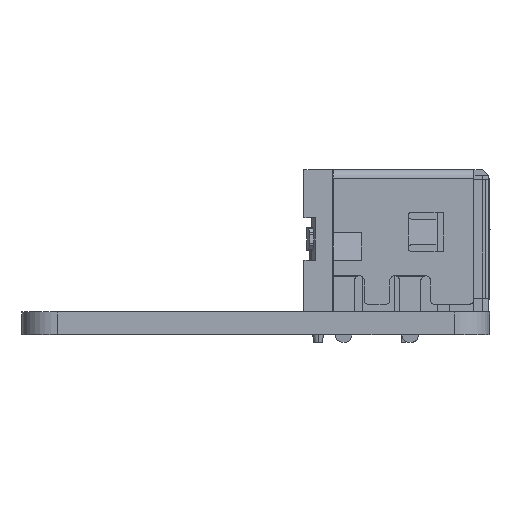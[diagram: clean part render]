
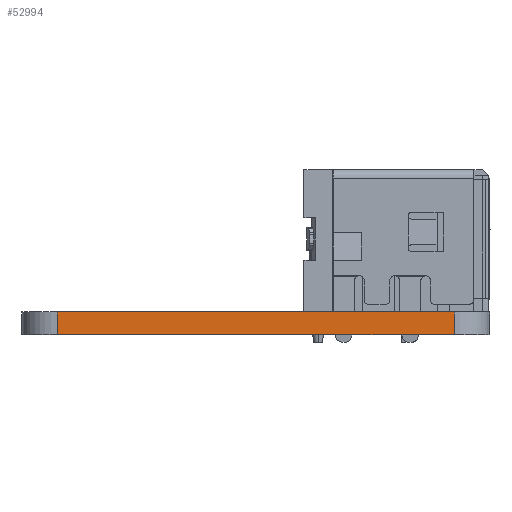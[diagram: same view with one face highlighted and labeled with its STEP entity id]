
A CAD part, left-side view. The second image highlights one B-rep face of the part: STEP entity #52994.
In plain terms, the highlighted planar face has unit normal (-1, 0, 0).
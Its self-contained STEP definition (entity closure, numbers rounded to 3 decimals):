
#44434 = PLANE('',#44435);
#44435 = AXIS2_PLACEMENT_3D('',#44436,#44437,#44438);
#44436 = CARTESIAN_POINT('',(40.,16.5,1.6));
#44437 = DIRECTION('',(0.,0.,1.));
#44438 = DIRECTION('',(1.,0.,-0.));
#44489 = PLANE('',#44490);
#44490 = AXIS2_PLACEMENT_3D('',#44491,#44492,#44493);
#44491 = CARTESIAN_POINT('',(40.,16.5,0.));
#44492 = DIRECTION('',(0.,0.,1.));
#44493 = DIRECTION('',(1.,0.,-0.));
#44598 = CYLINDRICAL_SURFACE('',#44599,2.5);
#44599 = AXIS2_PLACEMENT_3D('',#44600,#44601,#44602);
#44600 = CARTESIAN_POINT('',(2.5,30.5,0.));
#44601 = DIRECTION('',(-0.,-0.,-1.));
#44602 = DIRECTION('',(1.,0.,-0.));
#44659 = VERTEX_POINT('',#44660);
#44660 = CARTESIAN_POINT('',(0.,30.5,0.));
#44682 = EDGE_CURVE('',#44683,#44659,#44685,.T.);
#44683 = VERTEX_POINT('',#44684);
#44684 = CARTESIAN_POINT('',(0.,2.5,0.));
#44685 = SURFACE_CURVE('',#44686,(#44690,#44697),.PCURVE_S1.);
#44686 = LINE('',#44687,#44688);
#44687 = CARTESIAN_POINT('',(0.,2.5,0.));
#44688 = VECTOR('',#44689,1.);
#44689 = DIRECTION('',(0.,1.,0.));
#44690 = PCURVE('',#44489,#44691);
#44691 = DEFINITIONAL_REPRESENTATION('',(#44692),#44696);
#44692 = LINE('',#44693,#44694);
#44693 = CARTESIAN_POINT('',(-40.,-14.));
#44694 = VECTOR('',#44695,1.);
#44695 = DIRECTION('',(0.,1.));
#44696 = ( GEOMETRIC_REPRESENTATION_CONTEXT(2) 
PARAMETRIC_REPRESENTATION_CONTEXT() REPRESENTATION_CONTEXT('2D SPACE',''
  ) );
#44697 = PCURVE('',#44698,#44703);
#44698 = PLANE('',#44699);
#44699 = AXIS2_PLACEMENT_3D('',#44700,#44701,#44702);
#44700 = CARTESIAN_POINT('',(0.,2.5,0.));
#44701 = DIRECTION('',(-1.,0.,0.));
#44702 = DIRECTION('',(0.,1.,0.));
#44703 = DEFINITIONAL_REPRESENTATION('',(#44704),#44708);
#44704 = LINE('',#44705,#44706);
#44705 = CARTESIAN_POINT('',(0.,0.));
#44706 = VECTOR('',#44707,1.);
#44707 = DIRECTION('',(1.,0.));
#44708 = ( GEOMETRIC_REPRESENTATION_CONTEXT(2) 
PARAMETRIC_REPRESENTATION_CONTEXT() REPRESENTATION_CONTEXT('2D SPACE',''
  ) );
#44727 = CYLINDRICAL_SURFACE('',#44728,2.5);
#44728 = AXIS2_PLACEMENT_3D('',#44729,#44730,#44731);
#44729 = CARTESIAN_POINT('',(2.5,2.5,0.));
#44730 = DIRECTION('',(-0.,-0.,-1.));
#44731 = DIRECTION('',(1.,0.,-0.));
#49162 = VERTEX_POINT('',#49163);
#49163 = CARTESIAN_POINT('',(0.,30.5,1.6));
#49185 = EDGE_CURVE('',#49186,#49162,#49188,.T.);
#49186 = VERTEX_POINT('',#49187);
#49187 = CARTESIAN_POINT('',(0.,2.5,1.6));
#49188 = SURFACE_CURVE('',#49189,(#49193,#49200),.PCURVE_S1.);
#49189 = LINE('',#49190,#49191);
#49190 = CARTESIAN_POINT('',(0.,2.5,1.6));
#49191 = VECTOR('',#49192,1.);
#49192 = DIRECTION('',(0.,1.,0.));
#49193 = PCURVE('',#44434,#49194);
#49194 = DEFINITIONAL_REPRESENTATION('',(#49195),#49199);
#49195 = LINE('',#49196,#49197);
#49196 = CARTESIAN_POINT('',(-40.,-14.));
#49197 = VECTOR('',#49198,1.);
#49198 = DIRECTION('',(0.,1.));
#49199 = ( GEOMETRIC_REPRESENTATION_CONTEXT(2) 
PARAMETRIC_REPRESENTATION_CONTEXT() REPRESENTATION_CONTEXT('2D SPACE',''
  ) );
#49200 = PCURVE('',#44698,#49201);
#49201 = DEFINITIONAL_REPRESENTATION('',(#49202),#49206);
#49202 = LINE('',#49203,#49204);
#49203 = CARTESIAN_POINT('',(0.,-1.6));
#49204 = VECTOR('',#49205,1.);
#49205 = DIRECTION('',(1.,0.));
#49206 = ( GEOMETRIC_REPRESENTATION_CONTEXT(2) 
PARAMETRIC_REPRESENTATION_CONTEXT() REPRESENTATION_CONTEXT('2D SPACE',''
  ) );
#52946 = EDGE_CURVE('',#44659,#49162,#52947,.T.);
#52947 = SURFACE_CURVE('',#52948,(#52952,#52959),.PCURVE_S1.);
#52948 = LINE('',#52949,#52950);
#52949 = CARTESIAN_POINT('',(0.,30.5,0.));
#52950 = VECTOR('',#52951,1.);
#52951 = DIRECTION('',(0.,0.,1.));
#52952 = PCURVE('',#44598,#52953);
#52953 = DEFINITIONAL_REPRESENTATION('',(#52954),#52958);
#52954 = LINE('',#52955,#52956);
#52955 = CARTESIAN_POINT('',(-3.142,0.));
#52956 = VECTOR('',#52957,1.);
#52957 = DIRECTION('',(-0.,-1.));
#52958 = ( GEOMETRIC_REPRESENTATION_CONTEXT(2) 
PARAMETRIC_REPRESENTATION_CONTEXT() REPRESENTATION_CONTEXT('2D SPACE',''
  ) );
#52959 = PCURVE('',#44698,#52960);
#52960 = DEFINITIONAL_REPRESENTATION('',(#52961),#52965);
#52961 = LINE('',#52962,#52963);
#52962 = CARTESIAN_POINT('',(28.,0.));
#52963 = VECTOR('',#52964,1.);
#52964 = DIRECTION('',(0.,-1.));
#52965 = ( GEOMETRIC_REPRESENTATION_CONTEXT(2) 
PARAMETRIC_REPRESENTATION_CONTEXT() REPRESENTATION_CONTEXT('2D SPACE',''
  ) );
#52994 = ADVANCED_FACE('',(#52995),#44698,.T.);
#52995 = FACE_BOUND('',#52996,.T.);
#52996 = EDGE_LOOP('',(#52997,#53018,#53019,#53020));
#52997 = ORIENTED_EDGE('',*,*,#52998,.T.);
#52998 = EDGE_CURVE('',#44683,#49186,#52999,.T.);
#52999 = SURFACE_CURVE('',#53000,(#53004,#53011),.PCURVE_S1.);
#53000 = LINE('',#53001,#53002);
#53001 = CARTESIAN_POINT('',(0.,2.5,0.));
#53002 = VECTOR('',#53003,1.);
#53003 = DIRECTION('',(0.,0.,1.));
#53004 = PCURVE('',#44698,#53005);
#53005 = DEFINITIONAL_REPRESENTATION('',(#53006),#53010);
#53006 = LINE('',#53007,#53008);
#53007 = CARTESIAN_POINT('',(0.,0.));
#53008 = VECTOR('',#53009,1.);
#53009 = DIRECTION('',(0.,-1.));
#53010 = ( GEOMETRIC_REPRESENTATION_CONTEXT(2) 
PARAMETRIC_REPRESENTATION_CONTEXT() REPRESENTATION_CONTEXT('2D SPACE',''
  ) );
#53011 = PCURVE('',#44727,#53012);
#53012 = DEFINITIONAL_REPRESENTATION('',(#53013),#53017);
#53013 = LINE('',#53014,#53015);
#53014 = CARTESIAN_POINT('',(-3.142,0.));
#53015 = VECTOR('',#53016,1.);
#53016 = DIRECTION('',(-0.,-1.));
#53017 = ( GEOMETRIC_REPRESENTATION_CONTEXT(2) 
PARAMETRIC_REPRESENTATION_CONTEXT() REPRESENTATION_CONTEXT('2D SPACE',''
  ) );
#53018 = ORIENTED_EDGE('',*,*,#49185,.T.);
#53019 = ORIENTED_EDGE('',*,*,#52946,.F.);
#53020 = ORIENTED_EDGE('',*,*,#44682,.F.);
